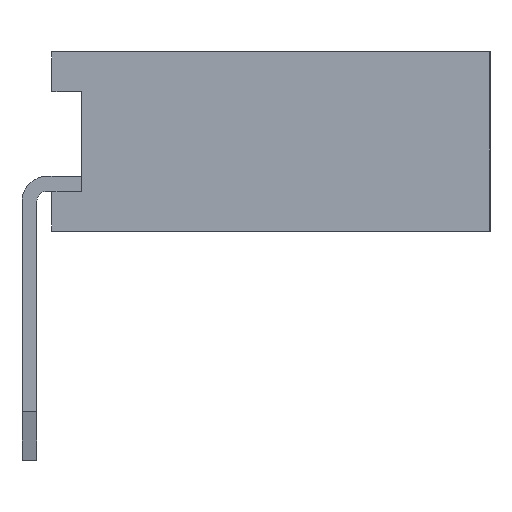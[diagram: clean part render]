
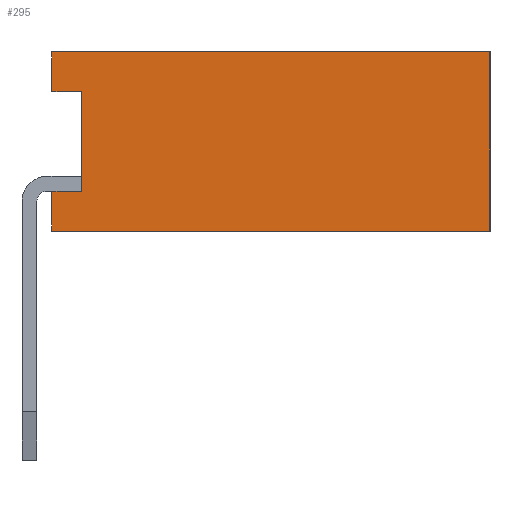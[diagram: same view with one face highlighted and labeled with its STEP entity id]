
A CAD part, left-side view. The second image highlights one B-rep face of the part: STEP entity #295.
In plain terms, the highlighted planar face has unit normal (-1, 0, 0).
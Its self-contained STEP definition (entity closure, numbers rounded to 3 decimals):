
#295=ADVANCED_FACE('',(#9396),#9398,.T.);
#9396=FACE_BOUND('',#9397,.T.);
#9397=EDGE_LOOP('',(#16667,#16668,#16669,#16670,#16671,#16672,#16673,#16674));
#9398=PLANE('',#9399);
#9399=AXIS2_PLACEMENT_3D('',#9400,#9401,#9402);
#9400=CARTESIAN_POINT('',(-0.635,-4.625,0.));
#9401=DIRECTION('',(-1.,0.,0.));
#9402=DIRECTION('',(0.,0.,1.));
#16667=ORIENTED_EDGE('',*,*,#22029,.T.);
#16668=ORIENTED_EDGE('',*,*,#22109,.T.);
#16669=ORIENTED_EDGE('',*,*,#21954,.T.);
#16670=ORIENTED_EDGE('',*,*,#22108,.F.);
#16671=ORIENTED_EDGE('',*,*,#22110,.F.);
#16672=ORIENTED_EDGE('',*,*,#22111,.T.);
#16673=ORIENTED_EDGE('',*,*,#22112,.T.);
#16674=ORIENTED_EDGE('',*,*,#22103,.F.);
#21954=EDGE_CURVE('',#24683,#24680,#24684,.F.);
#22029=EDGE_CURVE('',#24833,#24831,#24834,.F.);
#22103=EDGE_CURVE('',#24833,#24974,#24975,.T.);
#22108=EDGE_CURVE('',#24981,#24680,#24983,.T.);
#22109=EDGE_CURVE('',#24831,#24683,#24984,.T.);
#22110=EDGE_CURVE('',#24985,#24981,#24986,.T.);
#22111=EDGE_CURVE('',#24985,#24987,#24988,.T.);
#22112=EDGE_CURVE('',#24987,#24974,#24989,.T.);
#24680=VERTEX_POINT('',#29157);
#24683=VERTEX_POINT('',#29162);
#24684=LINE('',#29163,#29164);
#24831=VERTEX_POINT('',#29458);
#24833=VERTEX_POINT('',#29462);
#24834=LINE('',#29463,#29464);
#24974=VERTEX_POINT('',#29751);
#24975=LINE('',#29752,#29753);
#24981=VERTEX_POINT('',#29766);
#24983=LINE('',#29770,#29771);
#24984=LINE('',#29773,#29774);
#24985=VERTEX_POINT('',#29776);
#24986=LINE('',#29777,#29778);
#24987=VERTEX_POINT('',#29780);
#24988=LINE('',#29781,#29782);
#24989=LINE('',#29784,#29785);
#29157=CARTESIAN_POINT('',(-0.635,-0.225,0.4));
#29162=CARTESIAN_POINT('',(-0.635,-0.525,0.4));
#29163=CARTESIAN_POINT('',(-0.635,-0.225,0.4));
#29164=VECTOR('',#29165,1.);
#29165=DIRECTION('',(0.,-1.,0.));
#29458=CARTESIAN_POINT('',(-0.635,-0.525,1.4));
#29462=CARTESIAN_POINT('',(-0.635,-0.225,1.4));
#29463=CARTESIAN_POINT('',(-0.635,-0.525,1.4));
#29464=VECTOR('',#29465,1.);
#29465=DIRECTION('',(0.,1.,0.));
#29751=CARTESIAN_POINT('',(-0.635,-0.225,1.8));
#29752=CARTESIAN_POINT('',(-0.635,-0.225,1.4));
#29753=VECTOR('',#29754,1.);
#29754=DIRECTION('',(0.,0.,1.));
#29766=CARTESIAN_POINT('',(-0.635,-0.225,0.));
#29770=CARTESIAN_POINT('',(-0.635,-0.225,0.));
#29771=VECTOR('',#29772,1.);
#29772=DIRECTION('',(0.,0.,1.));
#29773=CARTESIAN_POINT('',(-0.635,-0.525,1.4));
#29774=VECTOR('',#29775,1.);
#29775=DIRECTION('',(0.,0.,-1.));
#29776=CARTESIAN_POINT('',(-0.635,-4.625,0.));
#29777=CARTESIAN_POINT('',(-0.635,-4.625,0.));
#29778=VECTOR('',#29779,1.);
#29779=DIRECTION('',(0.,1.,0.));
#29780=CARTESIAN_POINT('',(-0.635,-4.625,1.8));
#29781=CARTESIAN_POINT('',(-0.635,-4.625,0.));
#29782=VECTOR('',#29783,1.);
#29783=DIRECTION('',(0.,0.,1.));
#29784=CARTESIAN_POINT('',(-0.635,-4.625,1.8));
#29785=VECTOR('',#29786,1.);
#29786=DIRECTION('',(0.,1.,0.));
